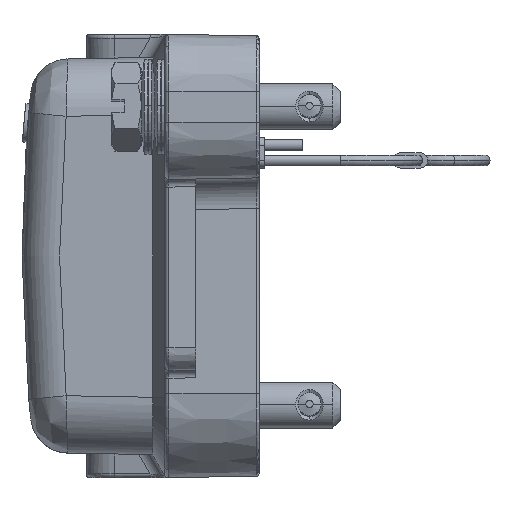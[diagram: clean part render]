
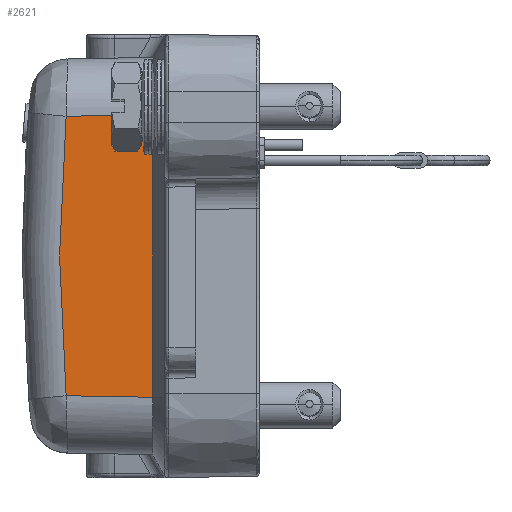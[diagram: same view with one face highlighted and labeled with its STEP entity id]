
A CAD part, left-side view. The second image highlights one B-rep face of the part: STEP entity #2621.
In plain terms, the highlighted planar face has unit normal (-1, 0.018, 0).
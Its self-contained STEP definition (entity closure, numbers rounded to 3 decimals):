
#937=PLANE('',#11988);
#1434=LINE('',#23135,#2065);
#1435=LINE('',#23137,#2066);
#2065=VECTOR('',#13887,1.);
#2066=VECTOR('',#13888,1.);
#2621=ADVANCED_FACE('NONE',(#3438),#937,.T.);
#3438=FACE_OUTER_BOUND('',#4108,.T.);
#4108=EDGE_LOOP('',(#6304,#6305,#6306,#6307));
#6304=ORIENTED_EDGE('',*,*,#10071,.F.);
#6305=ORIENTED_EDGE('',*,*,#10041,.F.);
#6306=ORIENTED_EDGE('',*,*,#10073,.T.);
#6307=ORIENTED_EDGE('',*,*,#10074,.T.);
#8591=VERTEX_POINT('',#22920);
#8593=VERTEX_POINT('',#22960);
#8616=VERTEX_POINT('',#23119);
#8617=VERTEX_POINT('',#23136);
#10041=EDGE_CURVE('NONE',#8593,#8591,#11094,.T.);
#10071=EDGE_CURVE('NONE',#8591,#8616,#11100,.T.);
#10073=EDGE_CURVE('NONE',#8593,#8617,#1434,.T.);
#10074=EDGE_CURVE('NONE',#8617,#8616,#1435,.T.);
#11094=B_SPLINE_CURVE_WITH_KNOTS('',3,(#22961,#22962,#22963,#22964),
 .UNSPECIFIED.,.F.,.F.,(4,4),(0.,1.),.UNSPECIFIED.);
#11100=B_SPLINE_CURVE_WITH_KNOTS('',3,(#23115,#23116,#23117,#23118),
 .UNSPECIFIED.,.F.,.F.,(4,4),(0.,1.),.UNSPECIFIED.);
#11988=AXIS2_PLACEMENT_3D('',#23138,#13889,#13890);
#13887=DIRECTION('',(-0.017,-1.,-0.017));
#13888=DIRECTION('',(0.,0.,1.));
#13889=DIRECTION('',(-1.,0.017,0.));
#13890=DIRECTION('',(-0.017,-1.,0.));
#22920=CARTESIAN_POINT('',(-44.274,25.229,18.275));
#22960=CARTESIAN_POINT('',(-44.274,25.229,-18.275));
#22961=CARTESIAN_POINT('',(-44.274,25.229,-18.275));
#22962=CARTESIAN_POINT('',(-44.254,26.373,-6.128));
#22963=CARTESIAN_POINT('',(-44.254,26.373,6.128));
#22964=CARTESIAN_POINT('',(-44.274,25.229,18.275));
#23115=CARTESIAN_POINT('',(-44.274,25.229,18.275));
#23116=CARTESIAN_POINT('',(-44.34,21.464,18.341));
#23117=CARTESIAN_POINT('',(-44.406,17.698,18.407));
#23118=CARTESIAN_POINT('',(-44.471,13.933,18.473));
#23119=CARTESIAN_POINT('',(-44.472,13.933,18.473));
#23135=CARTESIAN_POINT('',(-44.274,25.229,-18.275));
#23136=CARTESIAN_POINT('',(-44.472,13.933,-18.473));
#23137=CARTESIAN_POINT('',(-44.471,13.933,0.));
#23138=CARTESIAN_POINT('',(-44.5,12.3,-27.78));
